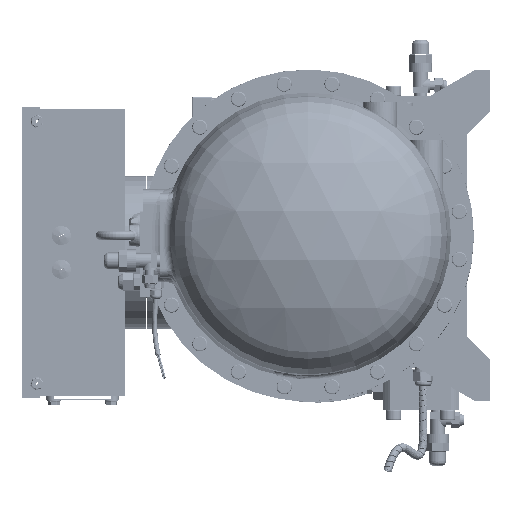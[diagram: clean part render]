
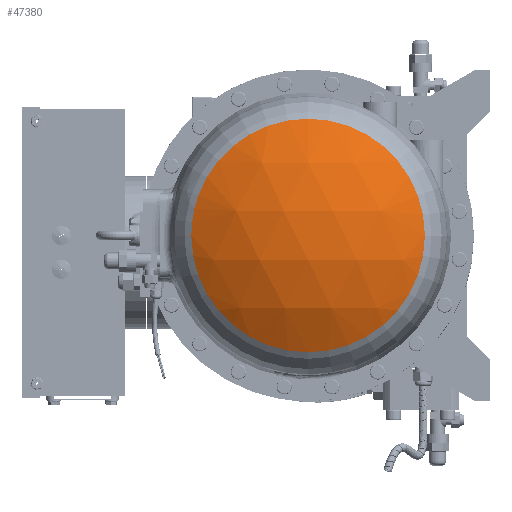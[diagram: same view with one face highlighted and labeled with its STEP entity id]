
A CAD part, left-side view. The second image highlights one B-rep face of the part: STEP entity #47380.
In plain terms, the highlighted spherical face has radius 258 mm.
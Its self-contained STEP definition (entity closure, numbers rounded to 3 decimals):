
#1591=SPHERICAL_SURFACE('',#50567,258.);
#12305=FACE_OUTER_BOUND('',#14716,.T.);
#14716=EDGE_LOOP('',(#36892));
#18026=CIRCLE('',#50566,138.03);
#21581=VERTEX_POINT('',#77637);
#28081=EDGE_CURVE('',#21581,#21581,#18026,.T.);
#36892=ORIENTED_EDGE('',*,*,#28081,.T.);
#47380=ADVANCED_FACE('',(#12305),#1591,.T.);
#50566=AXIS2_PLACEMENT_3D('',#77638,#57321,#57322);
#50567=AXIS2_PLACEMENT_3D('',#77639,#57323,#57324);
#57321=DIRECTION('center_axis',(-1.,0.,0.));
#57322=DIRECTION('ref_axis',(0.,0.,1.));
#57323=DIRECTION('center_axis',(0.,0.,-1.));
#57324=DIRECTION('ref_axis',(0.,1.,0.));
#77637=CARTESIAN_POINT('',(-400.972,148.03,20.));
#77638=CARTESIAN_POINT('Origin',(-400.972,10.,20.));
#77639=CARTESIAN_POINT('Origin',(-183.,10.,20.));
